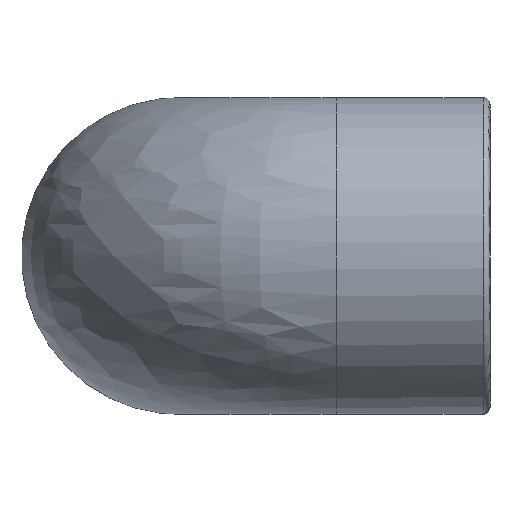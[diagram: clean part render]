
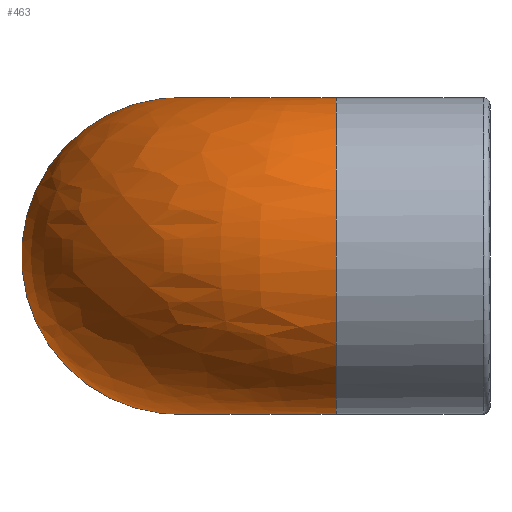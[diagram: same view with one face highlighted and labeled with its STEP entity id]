
A CAD part, left-side view. The second image highlights one B-rep face of the part: STEP entity #463.
In plain terms, the highlighted free-form (B-spline) face has degree [2, 2] with [9, 3] control points.
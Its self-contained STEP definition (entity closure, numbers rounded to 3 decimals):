
#53=CIRCLE('',#509,11.75);
#54=CIRCLE('',#510,11.75);
#75=(
BOUNDED_SURFACE()
B_SPLINE_SURFACE(2,2,((#708,#709,#710),(#711,#712,#713),(#714,#715,#716),
(#717,#718,#719),(#720,#721,#722),(#723,#724,#725),(#726,#727,#728),(#729,
#730,#731),(#732,#733,#734)),.UNSPECIFIED.,.F.,.F.,.F.)
B_SPLINE_SURFACE_WITH_KNOTS((3,2,2,2,3),(3,3),(-2.817,-1.408,
0.,1.408,2.817),(0.,
1.571),.UNSPECIFIED.)
GEOMETRIC_REPRESENTATION_ITEM()
RATIONAL_B_SPLINE_SURFACE(((1.,0.707,1.),(0.762,
0.539,0.762),(1.,0.707,1.),(0.762,
0.539,0.762),(1.,0.707,1.),(0.762,
0.539,0.762),(1.,0.707,1.),(0.762,
0.539,0.762),(1.,0.707,1.)))
REPRESENTATION_ITEM('')
SURFACE()
);
#77=FACE_OUTER_BOUND('',#112,.T.);
#112=EDGE_LOOP('',(#321,#322,#323,#324));
#161=B_SPLINE_CURVE_WITH_KNOTS('',3,(#672,#673,#674,#675,#676,#677,#678,
#679,#680,#681,#682,#683,#684,#685,#686,#687),.UNSPECIFIED.,.F.,.F.,(4,
3,3,3,3,4),(0.,0.017,0.035,
0.037,0.054,0.074),.UNSPECIFIED.);
#162=B_SPLINE_CURVE_WITH_KNOTS('',3,(#691,#692,#693,#694,#695,#696,#697,
#698,#699,#700,#701,#702,#703,#704,#705,#706),.UNSPECIFIED.,.F.,.F.,(4,
3,3,3,3,4),(0.,0.017,0.035,
0.037,0.054,0.074),.UNSPECIFIED.);
#203=VERTEX_POINT('',#670);
#204=VERTEX_POINT('',#671);
#205=VERTEX_POINT('',#688);
#206=VERTEX_POINT('',#690);
#251=EDGE_CURVE('',#203,#204,#161,.T.);
#253=EDGE_CURVE('',#206,#205,#162,.T.);
#255=EDGE_CURVE('',#205,#203,#53,.T.);
#256=EDGE_CURVE('',#206,#204,#54,.T.);
#321=ORIENTED_EDGE('',*,*,#253,.T.);
#322=ORIENTED_EDGE('',*,*,#255,.T.);
#323=ORIENTED_EDGE('',*,*,#251,.T.);
#324=ORIENTED_EDGE('',*,*,#256,.F.);
#463=ADVANCED_FACE('',(#77),#75,.F.);
#509=AXIS2_PLACEMENT_3D('',#735,#558,#559);
#510=AXIS2_PLACEMENT_3D('',#736,#560,#561);
#558=DIRECTION('center_axis',(0.,1.,0.));
#559=DIRECTION('ref_axis',(-1.,0.,0.));
#560=DIRECTION('center_axis',(1.,0.,0.));
#561=DIRECTION('ref_axis',(0.,1.,0.));
#670=CARTESIAN_POINT('',(11.127,11.4,3.777));
#671=CARTESIAN_POINT('',(11.6,11.873,3.777));
#672=CARTESIAN_POINT('Ctrl Pts',(11.127,11.4,3.777));
#673=CARTESIAN_POINT('Ctrl Pts',(11.129,11.458,3.768));
#674=CARTESIAN_POINT('Ctrl Pts',(11.143,11.516,3.761));
#675=CARTESIAN_POINT('Ctrl Pts',(11.165,11.57,3.756));
#676=CARTESIAN_POINT('Ctrl Pts',(11.188,11.622,3.751));
#677=CARTESIAN_POINT('Ctrl Pts',(11.219,11.671,3.749));
#678=CARTESIAN_POINT('Ctrl Pts',(11.258,11.713,3.748));
#679=CARTESIAN_POINT('Ctrl Pts',(11.262,11.718,3.748));
#680=CARTESIAN_POINT('Ctrl Pts',(11.267,11.723,3.748));
#681=CARTESIAN_POINT('Ctrl Pts',(11.272,11.728,3.748));
#682=CARTESIAN_POINT('Ctrl Pts',(11.312,11.768,3.748));
#683=CARTESIAN_POINT('Ctrl Pts',(11.359,11.801,3.75));
#684=CARTESIAN_POINT('Ctrl Pts',(11.41,11.825,3.754));
#685=CARTESIAN_POINT('Ctrl Pts',(11.47,11.854,3.759));
#686=CARTESIAN_POINT('Ctrl Pts',(11.534,11.87,3.767));
#687=CARTESIAN_POINT('Ctrl Pts',(11.6,11.873,3.777));
#688=CARTESIAN_POINT('',(11.127,11.4,-3.777));
#690=CARTESIAN_POINT('',(11.6,11.873,-3.777));
#691=CARTESIAN_POINT('Ctrl Pts',(11.6,11.873,-3.777));
#692=CARTESIAN_POINT('Ctrl Pts',(11.542,11.871,-3.768));
#693=CARTESIAN_POINT('Ctrl Pts',(11.484,11.857,-3.761));
#694=CARTESIAN_POINT('Ctrl Pts',(11.43,11.835,-3.756));
#695=CARTESIAN_POINT('Ctrl Pts',(11.378,11.812,-3.751));
#696=CARTESIAN_POINT('Ctrl Pts',(11.329,11.781,-3.749));
#697=CARTESIAN_POINT('Ctrl Pts',(11.287,11.742,-3.748));
#698=CARTESIAN_POINT('Ctrl Pts',(11.282,11.738,-3.748));
#699=CARTESIAN_POINT('Ctrl Pts',(11.277,11.733,-3.748));
#700=CARTESIAN_POINT('Ctrl Pts',(11.272,11.728,-3.748));
#701=CARTESIAN_POINT('Ctrl Pts',(11.232,11.688,-3.748));
#702=CARTESIAN_POINT('Ctrl Pts',(11.199,11.641,-3.75));
#703=CARTESIAN_POINT('Ctrl Pts',(11.175,11.59,-3.754));
#704=CARTESIAN_POINT('Ctrl Pts',(11.146,11.53,-3.759));
#705=CARTESIAN_POINT('Ctrl Pts',(11.13,11.466,-3.767));
#706=CARTESIAN_POINT('Ctrl Pts',(11.127,11.4,-3.777));
#708=CARTESIAN_POINT('Ctrl Pts',(11.136,11.4,3.748));
#709=CARTESIAN_POINT('Ctrl Pts',(11.136,11.864,3.748));
#710=CARTESIAN_POINT('Ctrl Pts',(11.6,11.864,3.748));
#711=CARTESIAN_POINT('Ctrl Pts',(7.952,11.4,13.209));
#712=CARTESIAN_POINT('Ctrl Pts',(7.952,15.048,13.209));
#713=CARTESIAN_POINT('Ctrl Pts',(11.6,15.048,13.209));
#714=CARTESIAN_POINT('Ctrl Pts',(-1.899,11.4,11.596));
#715=CARTESIAN_POINT('Ctrl Pts',(-1.899,24.899,11.596));
#716=CARTESIAN_POINT('Ctrl Pts',(11.6,24.899,11.596));
#717=CARTESIAN_POINT('Ctrl Pts',(-11.75,11.4,9.982));
#718=CARTESIAN_POINT('Ctrl Pts',(-11.75,34.75,9.982));
#719=CARTESIAN_POINT('Ctrl Pts',(11.6,34.75,9.982));
#720=CARTESIAN_POINT('Ctrl Pts',(-11.75,11.4,0.));
#721=CARTESIAN_POINT('Ctrl Pts',(-11.75,34.75,0.));
#722=CARTESIAN_POINT('Ctrl Pts',(11.6,34.75,0.));
#723=CARTESIAN_POINT('Ctrl Pts',(-11.75,11.4,-9.982));
#724=CARTESIAN_POINT('Ctrl Pts',(-11.75,34.75,-9.982));
#725=CARTESIAN_POINT('Ctrl Pts',(11.6,34.75,-9.982));
#726=CARTESIAN_POINT('Ctrl Pts',(-1.899,11.4,-11.596));
#727=CARTESIAN_POINT('Ctrl Pts',(-1.899,24.899,-11.596));
#728=CARTESIAN_POINT('Ctrl Pts',(11.6,24.899,-11.596));
#729=CARTESIAN_POINT('Ctrl Pts',(7.952,11.4,-13.209));
#730=CARTESIAN_POINT('Ctrl Pts',(7.952,15.048,-13.209));
#731=CARTESIAN_POINT('Ctrl Pts',(11.6,15.048,-13.209));
#732=CARTESIAN_POINT('Ctrl Pts',(11.136,11.4,-3.748));
#733=CARTESIAN_POINT('Ctrl Pts',(11.136,11.864,-3.748));
#734=CARTESIAN_POINT('Ctrl Pts',(11.6,11.864,-3.748));
#735=CARTESIAN_POINT('Origin',(0.,11.4,0.));
#736=CARTESIAN_POINT('Origin',(11.6,23.,0.));
